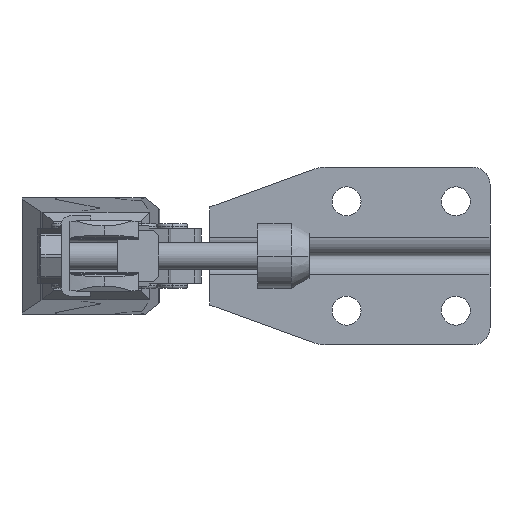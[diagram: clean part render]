
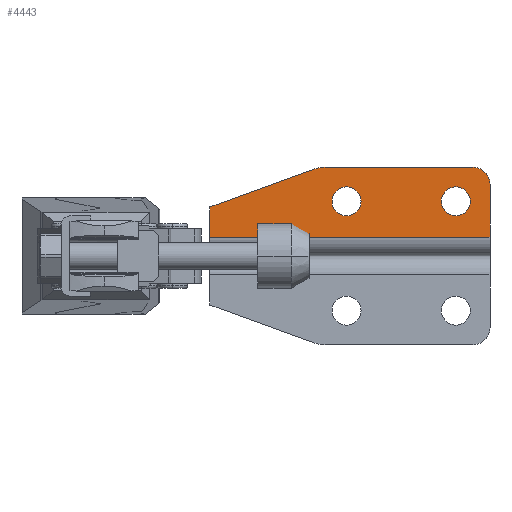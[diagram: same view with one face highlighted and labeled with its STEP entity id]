
A CAD part, left-side view. The second image highlights one B-rep face of the part: STEP entity #4443.
In plain terms, the highlighted planar face has unit normal (-1, 0, 0).
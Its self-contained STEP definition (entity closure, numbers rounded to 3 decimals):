
#29 = VERTEX_POINT ( 'NONE', #9457 ) ;
#106 = VERTEX_POINT ( 'NONE', #6894 ) ;
#295 = DIRECTION ( 'NONE',  ( 0., 0., -1. ) ) ;
#302 = EDGE_CURVE ( 'NONE', #3408, #1285, #5101, .T. ) ;
#324 = DIRECTION ( 'NONE',  ( 1., 0., 0. ) ) ;
#347 = VECTOR ( 'NONE', #2947, 1000. ) ;
#499 = AXIS2_PLACEMENT_3D ( 'NONE', #7866, #2831, #2003 ) ;
#696 = EDGE_CURVE ( 'NONE', #984, #106, #4317, .T. ) ;
#882 = EDGE_CURVE ( 'NONE', #7044, #2463, #7922, .T. ) ;
#984 = VERTEX_POINT ( 'NONE', #9704 ) ;
#988 = VERTEX_POINT ( 'NONE', #8139 ) ;
#1208 = ORIENTED_EDGE ( 'NONE', *, *, #7086, .T. ) ;
#1242 = CARTESIAN_POINT ( 'NONE',  ( -20.5, -60., 20.25 ) ) ;
#1285 = VERTEX_POINT ( 'NONE', #2224 ) ;
#1303 = CARTESIAN_POINT ( 'NONE',  ( -20.5, -92., 16. ) ) ;
#1484 = ORIENTED_EDGE ( 'NONE', *, *, #5915, .T. ) ;
#1549 = DIRECTION ( 'NONE',  ( 0., -0.94, 0.342 ) ) ;
#1737 = FACE_BOUND ( 'NONE', #2203, .T. ) ;
#2003 = DIRECTION ( 'NONE',  ( 0., 0., 1. ) ) ;
#2122 = EDGE_CURVE ( 'NONE', #29, #988, #5655, .T. ) ;
#2203 = EDGE_LOOP ( 'NONE', ( #8804, #7331 ) ) ;
#2224 = CARTESIAN_POINT ( 'NONE',  ( -20.5, -60., 11.75 ) ) ;
#2318 = AXIS2_PLACEMENT_3D ( 'NONE', #2851, #3643, #2965 ) ;
#2409 = DIRECTION ( 'NONE',  ( 0., 0., 1. ) ) ;
#2413 = CARTESIAN_POINT ( 'NONE',  ( -20.5, -97., 21. ) ) ;
#2463 = VERTEX_POINT ( 'NONE', #7242 ) ;
#2573 = DIRECTION ( 'NONE',  ( 1., 0., 0. ) ) ;
#2728 = CARTESIAN_POINT ( 'NONE',  ( -20.5, 110., 5.5 ) ) ;
#2831 = DIRECTION ( 'NONE',  ( -1., 0., 0. ) ) ;
#2851 = CARTESIAN_POINT ( 'NONE',  ( -20.5, -60., 16. ) ) ;
#2947 = DIRECTION ( 'NONE',  ( 0., -1., 0. ) ) ;
#2965 = DIRECTION ( 'NONE',  ( 0., 0., 1. ) ) ;
#3073 = VERTEX_POINT ( 'NONE', #4426 ) ;
#3136 = ORIENTED_EDGE ( 'NONE', *, *, #882, .F. ) ;
#3308 = FACE_BOUND ( 'NONE', #7929, .T. ) ;
#3354 = CARTESIAN_POINT ( 'NONE',  ( -20.5, -102., 26. ) ) ;
#3408 = VERTEX_POINT ( 'NONE', #1242 ) ;
#3643 = DIRECTION ( 'NONE',  ( 1., 0., 0. ) ) ;
#3992 = DIRECTION ( 'NONE',  ( -1., 0., 0. ) ) ;
#3994 = DIRECTION ( 'NONE',  ( -1., 0., 0. ) ) ;
#4089 = VECTOR ( 'NONE', #5055, 1000. ) ;
#4317 = LINE ( 'NONE', #2728, #4089 ) ;
#4426 = CARTESIAN_POINT ( 'NONE',  ( -20.5, -102., 21. ) ) ;
#4443 = ADVANCED_FACE ( 'NONE', ( #4849, #1737, #3308 ), #8022, .T. ) ;
#4473 = CIRCLE ( 'NONE', #7880, 4.25 ) ;
#4478 = DIRECTION ( 'NONE',  ( 0., 0., 1. ) ) ;
#4507 = DIRECTION ( 'NONE',  ( 1., 0., 0. ) ) ;
#4845 = EDGE_CURVE ( 'NONE', #7044, #988, #8953, .T. ) ;
#4849 = FACE_OUTER_BOUND ( 'NONE', #5988, .T. ) ;
#5055 = DIRECTION ( 'NONE',  ( 0., -1., 0. ) ) ;
#5085 = LINE ( 'NONE', #7543, #10053 ) ;
#5101 = CIRCLE ( 'NONE', #7985, 4.25 ) ;
#5130 = AXIS2_PLACEMENT_3D ( 'NONE', #2413, #3992, #7234 ) ;
#5504 = VECTOR ( 'NONE', #6587, 1000. ) ;
#5584 = CARTESIAN_POINT ( 'NONE',  ( -20.5, -53.763, 26. ) ) ;
#5655 = LINE ( 'NONE', #6446, #7592 ) ;
#5678 = ORIENTED_EDGE ( 'NONE', *, *, #696, .T. ) ;
#5737 = LINE ( 'NONE', #3354, #5504 ) ;
#5754 = ORIENTED_EDGE ( 'NONE', *, *, #2122, .F. ) ;
#5915 = EDGE_CURVE ( 'NONE', #3073, #2463, #9030, .T. ) ;
#5988 = EDGE_LOOP ( 'NONE', ( #9785, #1484, #3136, #9944, #5754, #7870, #5678 ) ) ;
#6158 = DIRECTION ( 'NONE',  ( 0., 0., 1. ) ) ;
#6264 = CARTESIAN_POINT ( 'NONE',  ( -20.5, -92., 20.25 ) ) ;
#6298 = EDGE_CURVE ( 'NONE', #6498, #7185, #10064, .T. ) ;
#6446 = CARTESIAN_POINT ( 'NONE',  ( -20.5, 83.336, -23.258 ) ) ;
#6484 = CARTESIAN_POINT ( 'NONE',  ( -20.5, 110., 50. ) ) ;
#6498 = VERTEX_POINT ( 'NONE', #6264 ) ;
#6541 = DIRECTION ( 'NONE',  ( 0., 0., 1. ) ) ;
#6587 = DIRECTION ( 'NONE',  ( 0., 0., 1. ) ) ;
#6699 = ORIENTED_EDGE ( 'NONE', *, *, #6298, .T. ) ;
#6723 = CARTESIAN_POINT ( 'NONE',  ( -20.5, -60., 16. ) ) ;
#6862 = CIRCLE ( 'NONE', #2318, 4.25 ) ;
#6894 = CARTESIAN_POINT ( 'NONE',  ( -20.5, -102., 5.5 ) ) ;
#7029 = CARTESIAN_POINT ( 'NONE',  ( -20.5, -87., 26. ) ) ;
#7044 = VERTEX_POINT ( 'NONE', #5584 ) ;
#7086 = EDGE_CURVE ( 'NONE', #7185, #6498, #4473, .T. ) ;
#7112 = EDGE_CURVE ( 'NONE', #106, #3073, #5737, .T. ) ;
#7185 = VERTEX_POINT ( 'NONE', #8375 ) ;
#7234 = DIRECTION ( 'NONE',  ( 0., 0., 1. ) ) ;
#7242 = CARTESIAN_POINT ( 'NONE',  ( -20.5, -97., 26. ) ) ;
#7331 = ORIENTED_EDGE ( 'NONE', *, *, #7767, .T. ) ;
#7543 = CARTESIAN_POINT ( 'NONE',  ( -20.5, -20., 26. ) ) ;
#7592 = VECTOR ( 'NONE', #1549, 1000. ) ;
#7767 = EDGE_CURVE ( 'NONE', #1285, #3408, #6862, .T. ) ;
#7866 = CARTESIAN_POINT ( 'NONE',  ( -20.5, -53.763, 16. ) ) ;
#7870 = ORIENTED_EDGE ( 'NONE', *, *, #10345, .T. ) ;
#7880 = AXIS2_PLACEMENT_3D ( 'NONE', #8173, #2573, #2409 ) ;
#7922 = LINE ( 'NONE', #7029, #347 ) ;
#7929 = EDGE_LOOP ( 'NONE', ( #6699, #1208 ) ) ;
#7985 = AXIS2_PLACEMENT_3D ( 'NONE', #6723, #324, #4478 ) ;
#8022 = PLANE ( 'NONE',  #8789 ) ;
#8139 = CARTESIAN_POINT ( 'NONE',  ( -20.5, -50.343, 25.397 ) ) ;
#8173 = CARTESIAN_POINT ( 'NONE',  ( -20.5, -92., 16. ) ) ;
#8375 = CARTESIAN_POINT ( 'NONE',  ( -20.5, -92., 11.75 ) ) ;
#8789 = AXIS2_PLACEMENT_3D ( 'NONE', #6484, #3994, #6541 ) ;
#8804 = ORIENTED_EDGE ( 'NONE', *, *, #302, .T. ) ;
#8953 = CIRCLE ( 'NONE', #499, 10. ) ;
#9030 = CIRCLE ( 'NONE', #5130, 5. ) ;
#9457 = CARTESIAN_POINT ( 'NONE',  ( -20.5, -20., 14.353 ) ) ;
#9704 = CARTESIAN_POINT ( 'NONE',  ( -20.5, -20., 5.5 ) ) ;
#9785 = ORIENTED_EDGE ( 'NONE', *, *, #7112, .T. ) ;
#9944 = ORIENTED_EDGE ( 'NONE', *, *, #4845, .T. ) ;
#10053 = VECTOR ( 'NONE', #295, 1000. ) ;
#10064 = CIRCLE ( 'NONE', #10252, 4.25 ) ;
#10252 = AXIS2_PLACEMENT_3D ( 'NONE', #1303, #4507, #6158 ) ;
#10345 = EDGE_CURVE ( 'NONE', #29, #984, #5085, .T. ) ;
